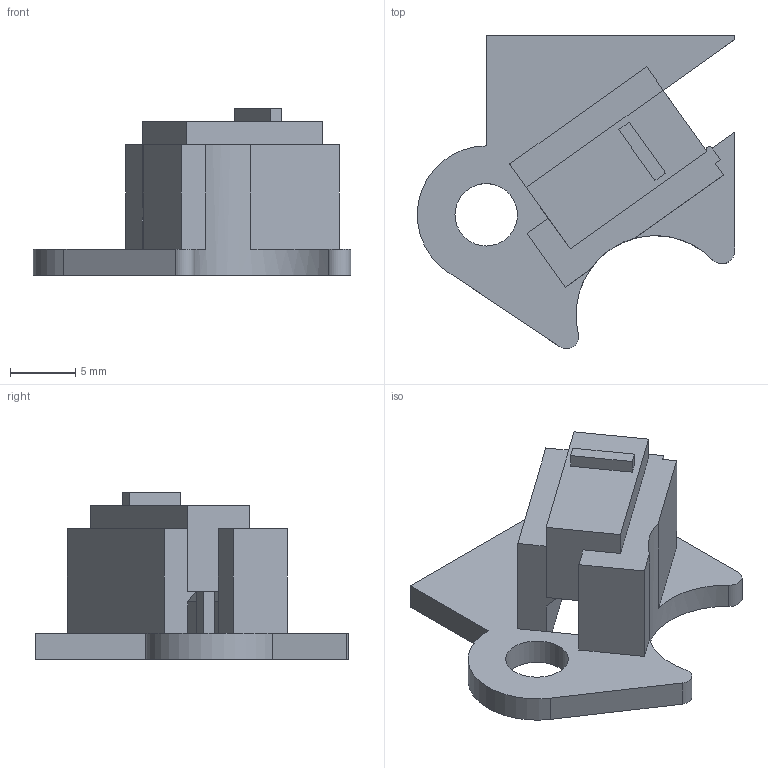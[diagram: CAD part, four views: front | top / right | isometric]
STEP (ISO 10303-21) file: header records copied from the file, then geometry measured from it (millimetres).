
FILE_DESCRIPTION(/* description */ (''),/* implementation_level */ '2;1');
FILE_NAME(/* name */ '36811d93-9dd1-4247-bb44-5e29bd85ca7a.stp',/* time_stamp */ '2023-02-15T15:17:36Z',/* author */ (''),/* organization */ (''),/* preprocessor_version */ 'ST-DEVELOPER v19.2',/* originating_system */ 'Autodesk Translation Framework v11.17.0.187',/* authorisation */ '');
FILE_SCHEMA (('AUTOMOTIVE_DESIGN { 1 0 10303 214 3 1 1 }'));
Length unit declared in the file: millimetre
Products named in the file (2): Z-Endstop; MicroSwitch-D2FC-F-N
Assembly tree (1 placements, depth 2):
  Z-Endstop
    MicroSwitch-D2FC-F-N
Bounding box: 24.4 x 24.09 x 12.81 mm (x, y, z)
Volume: 1620.5 mm3; surface area: 1912.4 mm2
Topology: 2 solids, 2 shells, 63 faces, 161 edges, 106 vertices
Faces by surface type: plane 57, cylinder 6
Full cylindrical faces by diameter (mm): 4.8 x1
Entity records: 1951 total; most frequent: CARTESIAN_POINT 334, ORIENTED_EDGE 322, DIRECTION 309, EDGE_CURVE 161, LINE 147, VECTOR 147, VERTEX_POINT 106, AXIS2_PLACEMENT_3D 81
